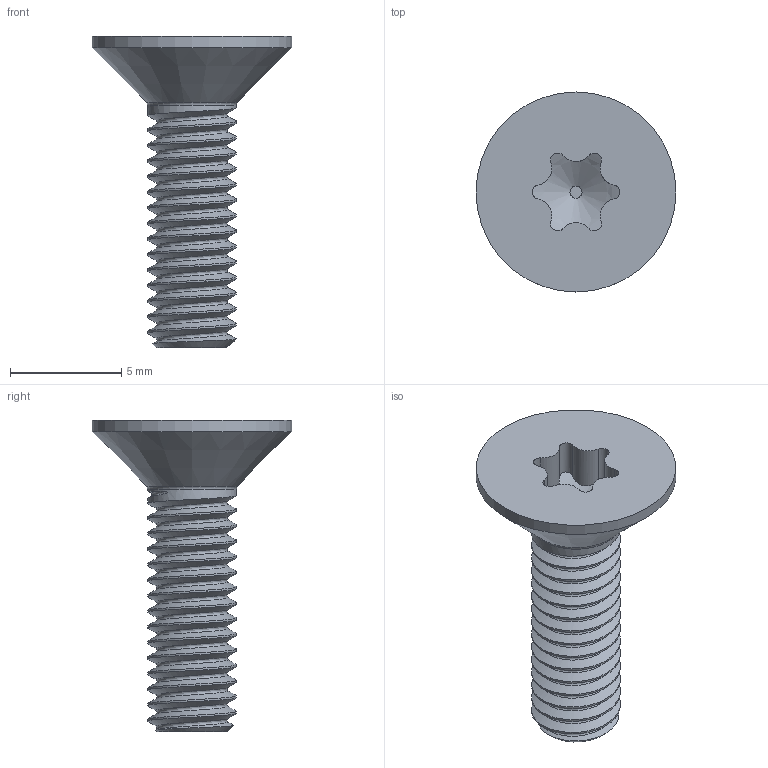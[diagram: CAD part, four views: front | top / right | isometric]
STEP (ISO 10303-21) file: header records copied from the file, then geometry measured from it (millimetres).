
FILE_DESCRIPTION(('FreeCAD Model'),'2;1');
FILE_NAME('Open CASCADE Shape Model','2024-10-20T10:45:57',(''),(''), 'Open CASCADE STEP processor 7.6','FreeCAD','Unknown');
FILE_SCHEMA(('AUTOMOTIVE_DESIGN { 1 0 10303 214 1 1 1 1 }'));
Length unit declared in the file: millimetre
Products named in the file (1): M4x14-Screw
Bounding box: 9 x 9 x 14 mm (x, y, z)
Volume: 212.4 mm3; surface area: 387 mm2
Topology: 1 solids, 1 shells, 87 faces, 188 edges, 103 vertices
Faces by surface type: bspline 50, cylinder 28, plane 4, cone 4, revolution 1
Full cylindrical faces by diameter (mm): 4 x14, 9 x1
Entity records: 16175 total; most frequent: CARTESIAN_POINT 13079, ORIENTED_EDGE 374, PCURVE 374, DEFINITIONAL_REPRESENTATION 374, DIRECTION 334, B_SPLINE_CURVE_WITH_KNOTS 292, LINE 199, VECTOR 199
